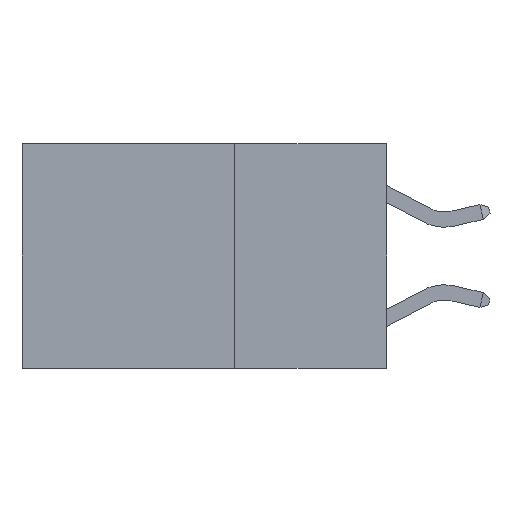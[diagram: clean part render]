
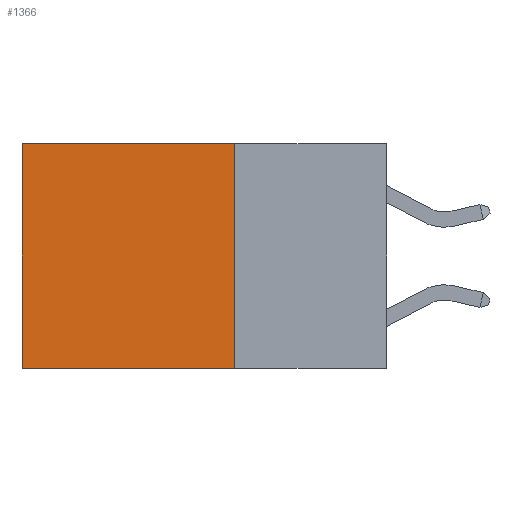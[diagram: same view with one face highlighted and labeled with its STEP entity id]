
A CAD part, left-side view. The second image highlights one B-rep face of the part: STEP entity #1366.
In plain terms, the highlighted planar face has unit normal (-1, 0, 0).
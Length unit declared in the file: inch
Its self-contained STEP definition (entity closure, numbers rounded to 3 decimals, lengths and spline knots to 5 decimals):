
#553 = CARTESIAN_POINT ( 'NONE',  ( 0.2625, 0.25, 0. ) ) ;
#554 = DIRECTION ( 'NONE',  ( 0., 1., 0. ) ) ;
#575 = VECTOR ( 'NONE', #554, 39.37008 ) ;
#904 = VECTOR ( 'NONE', #4347, 39.37008 ) ;
#931 = CARTESIAN_POINT ( 'NONE',  ( 0.2625, 0.25, 0. ) ) ;
#937 = VERTEX_POINT ( 'NONE', #6736 ) ;
#1223 = CARTESIAN_POINT ( 'NONE',  ( 0.2625, 0.25, 0. ) ) ;
#1366 = ADVANCED_FACE ( 'NONE', ( #1986 ), #8538, .F. ) ;
#1986 = FACE_OUTER_BOUND ( 'NONE', #3320, .T. ) ;
#2802 = VERTEX_POINT ( 'NONE', #553 ) ;
#3195 = VERTEX_POINT ( 'NONE', #6276 ) ;
#3320 = EDGE_LOOP ( 'NONE', ( #7384, #9156, #5608, #7613 ) ) ;
#4112 = VECTOR ( 'NONE', #5925, 39.37008 ) ;
#4214 = VECTOR ( 'NONE', #5147, 39.37008 ) ;
#4339 = LINE ( 'NONE', #5156, #4112 ) ;
#4347 = DIRECTION ( 'NONE',  ( 0., 1., 0. ) ) ;
#4641 = AXIS2_PLACEMENT_3D ( 'NONE', #931, #6386, #9166 ) ;
#4761 = LINE ( 'NONE', #9437, #575 ) ;
#5047 = LINE ( 'NONE', #1223, #904 ) ;
#5147 = DIRECTION ( 'NONE',  ( 0., 0., -1. ) ) ;
#5156 = CARTESIAN_POINT ( 'NONE',  ( 0.2625, 0.6, 0. ) ) ;
#5608 = ORIENTED_EDGE ( 'NONE', *, *, #6980, .F. ) ;
#5632 = VERTEX_POINT ( 'NONE', #9377 ) ;
#5925 = DIRECTION ( 'NONE',  ( 0., 0., -1. ) ) ;
#5970 = EDGE_CURVE ( 'NONE', #2802, #937, #5047, .T. ) ;
#6276 = CARTESIAN_POINT ( 'NONE',  ( 0.2625, 0.25, -0.37 ) ) ;
#6386 = DIRECTION ( 'NONE',  ( 1., 0., 0. ) ) ;
#6674 = EDGE_CURVE ( 'NONE', #937, #5632, #4339, .T. ) ;
#6736 = CARTESIAN_POINT ( 'NONE',  ( 0.2625, 0.6, 0. ) ) ;
#6980 = EDGE_CURVE ( 'NONE', #2802, #3195, #9608, .T. ) ;
#7384 = ORIENTED_EDGE ( 'NONE', *, *, #6674, .T. ) ;
#7613 = ORIENTED_EDGE ( 'NONE', *, *, #5970, .T. ) ;
#8538 = PLANE ( 'NONE',  #4641 ) ;
#9156 = ORIENTED_EDGE ( 'NONE', *, *, #9618, .F. ) ;
#9166 = DIRECTION ( 'NONE',  ( 0., 0., -1. ) ) ;
#9366 = CARTESIAN_POINT ( 'NONE',  ( 0.2625, 0.25, 0. ) ) ;
#9377 = CARTESIAN_POINT ( 'NONE',  ( 0.2625, 0.6, -0.37 ) ) ;
#9437 = CARTESIAN_POINT ( 'NONE',  ( 0.2625, 0.25, -0.37 ) ) ;
#9608 = LINE ( 'NONE', #9366, #4214 ) ;
#9618 = EDGE_CURVE ( 'NONE', #3195, #5632, #4761, .T. ) ;
